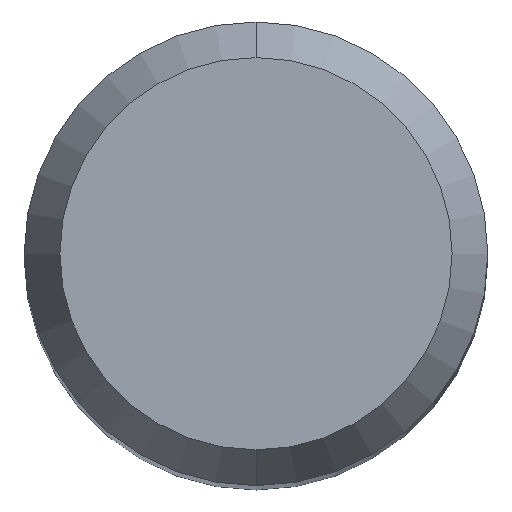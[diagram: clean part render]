
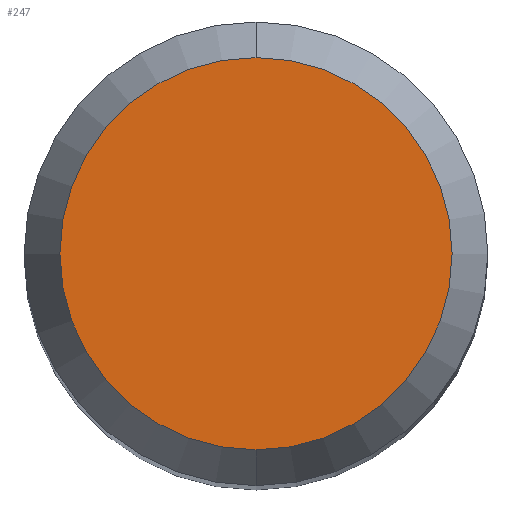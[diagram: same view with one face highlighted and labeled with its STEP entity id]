
A CAD part, top view. The second image highlights one B-rep face of the part: STEP entity #247.
In plain terms, the highlighted planar face has unit normal (0, 0, 1).
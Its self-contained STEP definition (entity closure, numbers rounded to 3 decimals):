
#189=EDGE_CURVE('',#323,#371,#482,.T.);
#247=ADVANCED_FACE('',(#551),#552,.T.);
#253=EDGE_CURVE('',#371,#323,#558,.T.);
#323=VERTEX_POINT('',#632);
#371=VERTEX_POINT('',#683);
#482=CIRCLE('',#843,2.538);
#551=FACE_OUTER_BOUND('',#939,.T.);
#552=PLANE('',#940);
#558=CIRCLE('',#949,2.538);
#632=CARTESIAN_POINT('',(0.,-2.538,0.0));
#683=CARTESIAN_POINT('',(0.0,2.538,0.0));
#843=AXIS2_PLACEMENT_3D('',#1412,#1413,#1414);
#939=EDGE_LOOP('',(#1527,#1528));
#940=AXIS2_PLACEMENT_3D('',#1529,#1530,#1531);
#949=AXIS2_PLACEMENT_3D('',#1533,#1534,#1535);
#1412=CARTESIAN_POINT('',(0.0,0.0,0.0));
#1413=DIRECTION('',(0.0,0.0,-1.0));
#1414=DIRECTION('',(0.0,1.0,0.0));
#1527=ORIENTED_EDGE('',*,*,#253,.F.);
#1528=ORIENTED_EDGE('',*,*,#189,.F.);
#1529=CARTESIAN_POINT('',(0.0,1.269,0.0));
#1530=DIRECTION('',(-0.0,0.0,1.0));
#1531=DIRECTION('',(0.0,-1.0,0.0));
#1533=CARTESIAN_POINT('',(0.0,0.0,0.0));
#1534=DIRECTION('',(0.0,0.0,-1.0));
#1535=DIRECTION('',(0.0,1.0,0.0));
